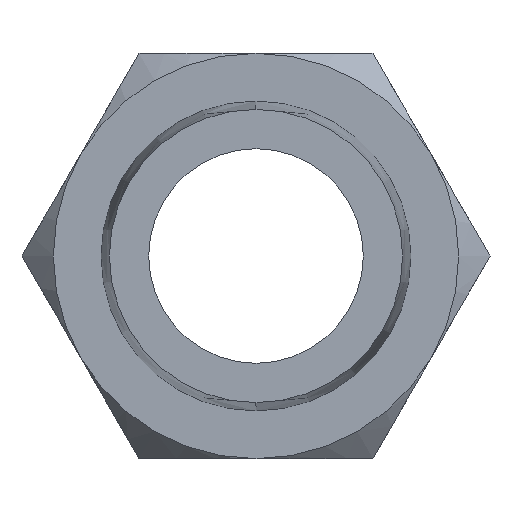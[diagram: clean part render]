
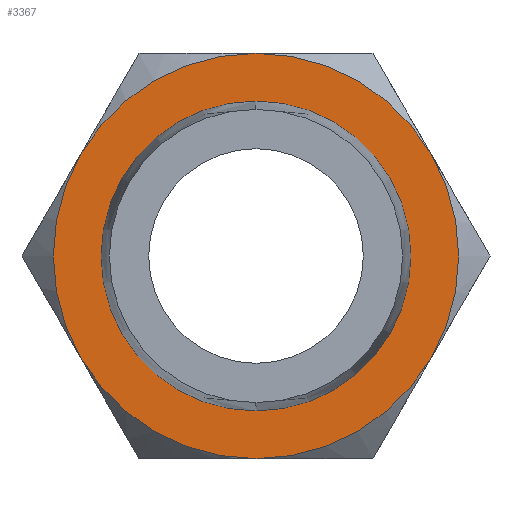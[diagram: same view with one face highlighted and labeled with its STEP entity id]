
A CAD part, left-side view. The second image highlights one B-rep face of the part: STEP entity #3367.
In plain terms, the highlighted planar face has unit normal (-1, 0, 0).
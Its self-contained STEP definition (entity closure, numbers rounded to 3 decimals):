
#38 = DIRECTION ( 'NONE',  ( 0., 0., -1. ) ) ;
#113 = EDGE_CURVE ( 'NONE', #2846, #3306, #4862, .T. ) ;
#123 = CARTESIAN_POINT ( 'NONE',  ( 14., 0., 0. ) ) ;
#143 = DIRECTION ( 'NONE',  ( -1., 0., 0. ) ) ;
#193 = VERTEX_POINT ( 'NONE', #3525 ) ;
#204 = CARTESIAN_POINT ( 'NONE',  ( 14., 0., 0. ) ) ;
#220 = CARTESIAN_POINT ( 'NONE',  ( 14., 0., 0. ) ) ;
#255 = DIRECTION ( 'NONE',  ( -1., 0., 0. ) ) ;
#280 = CIRCLE ( 'NONE', #437, 6.5 ) ;
#437 = AXIS2_PLACEMENT_3D ( 'NONE', #220, #1756, #4444 ) ;
#605 = FACE_OUTER_BOUND ( 'NONE', #3530, .T. ) ;
#794 = EDGE_CURVE ( 'NONE', #193, #3629, #2130, .T. ) ;
#857 = EDGE_CURVE ( 'NONE', #2966, #1598, #280, .T. ) ;
#871 = AXIS2_PLACEMENT_3D ( 'NONE', #1374, #2872, #4020 ) ;
#1087 = CARTESIAN_POINT ( 'NONE',  ( 14., -7.361, -4.25 ) ) ;
#1090 = AXIS2_PLACEMENT_3D ( 'NONE', #1515, #4830, #2262 ) ;
#1374 = CARTESIAN_POINT ( 'NONE',  ( 14., 0., 0. ) ) ;
#1445 = CARTESIAN_POINT ( 'NONE',  ( 14., 0., 0. ) ) ;
#1472 = ORIENTED_EDGE ( 'NONE', *, *, #4079, .T. ) ;
#1515 = CARTESIAN_POINT ( 'NONE',  ( 14., 0., 0. ) ) ;
#1598 = VERTEX_POINT ( 'NONE', #2194 ) ;
#1740 = DIRECTION ( 'NONE',  ( 1., 0., 0. ) ) ;
#1749 = ORIENTED_EDGE ( 'NONE', *, *, #3368, .F. ) ;
#1756 = DIRECTION ( 'NONE',  ( -1., 0., 0. ) ) ;
#1893 = CIRCLE ( 'NONE', #4878, 8.5 ) ;
#1953 = EDGE_CURVE ( 'NONE', #3306, #4516, #3170, .T. ) ;
#1964 = ORIENTED_EDGE ( 'NONE', *, *, #113, .F. ) ;
#1975 = DIRECTION ( 'NONE',  ( 1., 0., 0. ) ) ;
#2044 = CARTESIAN_POINT ( 'NONE',  ( 14., 0., -6.5 ) ) ;
#2130 = CIRCLE ( 'NONE', #1090, 8.5 ) ;
#2138 = DIRECTION ( 'NONE',  ( 0., 0., -1. ) ) ;
#2194 = CARTESIAN_POINT ( 'NONE',  ( 14., 0., 6.5 ) ) ;
#2262 = DIRECTION ( 'NONE',  ( 0., 0., -1. ) ) ;
#2296 = CIRCLE ( 'NONE', #3896, 6.5 ) ;
#2352 = ORIENTED_EDGE ( 'NONE', *, *, #857, .F. ) ;
#2436 = FACE_BOUND ( 'NONE', #4356, .T. ) ;
#2449 = DIRECTION ( 'NONE',  ( 0., 0., 1. ) ) ;
#2463 = VERTEX_POINT ( 'NONE', #4482 ) ;
#2516 = PLANE ( 'NONE',  #3095 ) ;
#2840 = ORIENTED_EDGE ( 'NONE', *, *, #1953, .F. ) ;
#2846 = VERTEX_POINT ( 'NONE', #3355 ) ;
#2872 = DIRECTION ( 'NONE',  ( 1., 0., 0. ) ) ;
#2893 = DIRECTION ( 'NONE',  ( 1., 0., 0. ) ) ;
#2966 = VERTEX_POINT ( 'NONE', #2044 ) ;
#3010 = CIRCLE ( 'NONE', #871, 8.5 ) ;
#3079 = ORIENTED_EDGE ( 'NONE', *, *, #794, .F. ) ;
#3095 = AXIS2_PLACEMENT_3D ( 'NONE', #4040, #2893, #2138 ) ;
#3170 = CIRCLE ( 'NONE', #3797, 8.5 ) ;
#3189 = CARTESIAN_POINT ( 'NONE',  ( 14., -7.361, 4.25 ) ) ;
#3269 = DIRECTION ( 'NONE',  ( 0., 0., -1. ) ) ;
#3306 = VERTEX_POINT ( 'NONE', #3189 ) ;
#3355 = CARTESIAN_POINT ( 'NONE',  ( 14., 0., 8.5 ) ) ;
#3367 = ADVANCED_FACE ( 'NONE', ( #2436, #605 ), #2516, .F. ) ;
#3368 = EDGE_CURVE ( 'NONE', #4516, #193, #3658, .T. ) ;
#3472 = AXIS2_PLACEMENT_3D ( 'NONE', #4602, #4187, #38 ) ;
#3502 = DIRECTION ( 'NONE',  ( 0., 0., -1. ) ) ;
#3525 = CARTESIAN_POINT ( 'NONE',  ( 14., 0., -8.5 ) ) ;
#3530 = EDGE_LOOP ( 'NONE', ( #3079, #1749, #2840, #1964, #1472, #3980 ) ) ;
#3544 = CARTESIAN_POINT ( 'NONE',  ( 14., 0., 0. ) ) ;
#3629 = VERTEX_POINT ( 'NONE', #4981 ) ;
#3658 = CIRCLE ( 'NONE', #4312, 8.5 ) ;
#3667 = DIRECTION ( 'NONE',  ( 0., 0., 1. ) ) ;
#3761 = ORIENTED_EDGE ( 'NONE', *, *, #4429, .F. ) ;
#3797 = AXIS2_PLACEMENT_3D ( 'NONE', #123, #1975, #3502 ) ;
#3896 = AXIS2_PLACEMENT_3D ( 'NONE', #1445, #255, #3667 ) ;
#3980 = ORIENTED_EDGE ( 'NONE', *, *, #4974, .F. ) ;
#4020 = DIRECTION ( 'NONE',  ( 0., 0., -1. ) ) ;
#4040 = CARTESIAN_POINT ( 'NONE',  ( 14., 0., 0. ) ) ;
#4079 = EDGE_CURVE ( 'NONE', #2846, #2463, #1893, .T. ) ;
#4187 = DIRECTION ( 'NONE',  ( 1., 0., 0. ) ) ;
#4312 = AXIS2_PLACEMENT_3D ( 'NONE', #204, #1740, #3269 ) ;
#4356 = EDGE_LOOP ( 'NONE', ( #3761, #2352 ) ) ;
#4429 = EDGE_CURVE ( 'NONE', #1598, #2966, #2296, .T. ) ;
#4444 = DIRECTION ( 'NONE',  ( 0., 0., 1. ) ) ;
#4482 = CARTESIAN_POINT ( 'NONE',  ( 14., 7.361, 4.25 ) ) ;
#4516 = VERTEX_POINT ( 'NONE', #1087 ) ;
#4602 = CARTESIAN_POINT ( 'NONE',  ( 14., 0., 0. ) ) ;
#4830 = DIRECTION ( 'NONE',  ( 1., 0., 0. ) ) ;
#4862 = CIRCLE ( 'NONE', #3472, 8.5 ) ;
#4878 = AXIS2_PLACEMENT_3D ( 'NONE', #3544, #143, #2449 ) ;
#4974 = EDGE_CURVE ( 'NONE', #3629, #2463, #3010, .T. ) ;
#4981 = CARTESIAN_POINT ( 'NONE',  ( 14., 7.361, -4.25 ) ) ;
